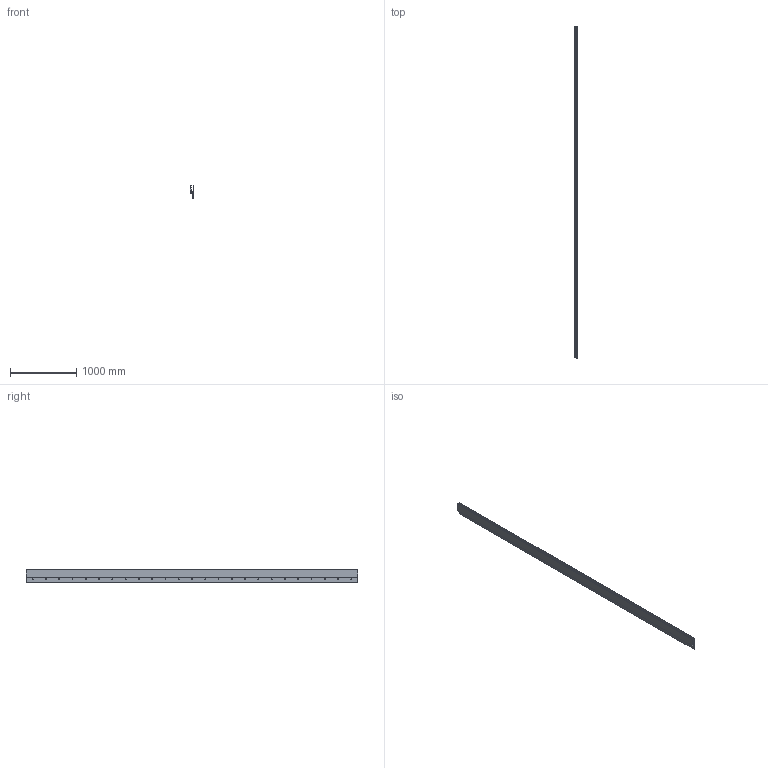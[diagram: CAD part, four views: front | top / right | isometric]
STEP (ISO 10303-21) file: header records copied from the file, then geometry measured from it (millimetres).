
FILE_DESCRIPTION (( 'STEP AP214' ), '1' );
FILE_NAME ('AL_0011-5000-N-E.STEP', '2021-08-25T12:23:04', ( '' ), ( '' ), 'SwSTEP 2.0', 'SolidWorks 2019', '' );
FILE_SCHEMA (( 'AUTOMOTIVE_DESIGN' ));
Length unit declared in the file: millimetre
Products named in the file (1): AL_0011-5000-N-E
Bounding box: 47.95 x 5000 x 200.03 mm (x, y, z)
Volume: 16652065.2 mm3; surface area: 3601563.8 mm2
Topology: 1 solids, 1 shells, 91 faces, 267 edges, 178 vertices
Faces by surface type: cylinder 65, plane 26
Entity records: 3225 total; most frequent: DIRECTION 581, CARTESIAN_POINT 537, ORIENTED_EDGE 534, EDGE_CURVE 267, AXIS2_PLACEMENT_3D 222, VERTEX_POINT 178, EDGE_LOOP 141, VECTOR 137
